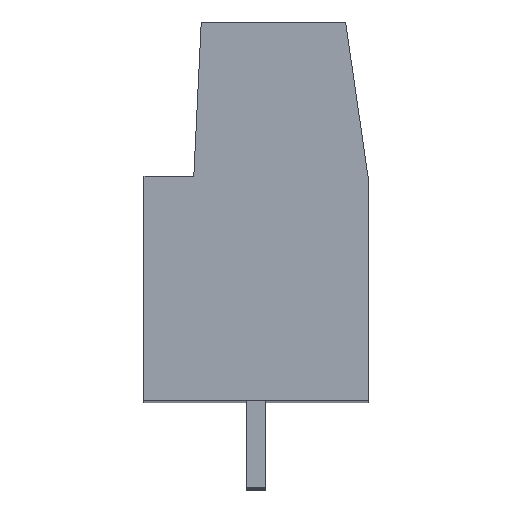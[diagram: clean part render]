
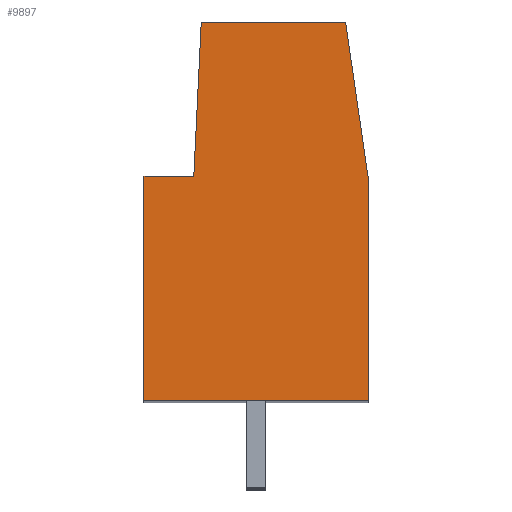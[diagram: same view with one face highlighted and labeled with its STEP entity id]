
A CAD part, top view. The second image highlights one B-rep face of the part: STEP entity #9897.
In plain terms, the highlighted planar face has unit normal (0, 0, 1).
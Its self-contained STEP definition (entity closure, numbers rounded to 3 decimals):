
#136 = VERTEX_POINT ( 'NONE', #6617 ) ;
#702 = EDGE_CURVE ( 'NONE', #1224, #136, #1880, .T. ) ;
#1013 = DIRECTION ( 'NONE',  ( 1., 0., 0. ) ) ;
#1039 = CARTESIAN_POINT ( 'NONE',  ( 4.666, 7.152, 0. ) ) ;
#1108 = CARTESIAN_POINT ( 'NONE',  ( 2.3, 15.2, 0. ) ) ;
#1224 = VERTEX_POINT ( 'NONE', #6204 ) ;
#1293 = VECTOR ( 'NONE', #6532, 1000. ) ;
#1406 = DIRECTION ( 'NONE',  ( -0.144, 0.99, 0. ) ) ;
#1576 = CARTESIAN_POINT ( 'NONE',  ( 9., 9., 0. ) ) ;
#1724 = LINE ( 'NONE', #10929, #6173 ) ;
#1880 = LINE ( 'NONE', #2808, #9258 ) ;
#1895 = CARTESIAN_POINT ( 'NONE',  ( 9., 7.152, 0. ) ) ;
#2134 = LINE ( 'NONE', #1108, #8690 ) ;
#2238 = CARTESIAN_POINT ( 'NONE',  ( 4.666, 15.2, 0. ) ) ;
#2808 = CARTESIAN_POINT ( 'NONE',  ( 4.666, 0., 0. ) ) ;
#2838 = DIRECTION ( 'NONE',  ( 0., 0., 1. ) ) ;
#3151 = DIRECTION ( 'NONE',  ( -1., 0., 0. ) ) ;
#3382 = CARTESIAN_POINT ( 'NONE',  ( 2.3, 15.2, 0. ) ) ;
#3633 = EDGE_LOOP ( 'NONE', ( #11373, #9066, #5272, #10287, #7490, #8060, #7701 ) ) ;
#3705 = EDGE_CURVE ( 'NONE', #136, #6908, #9833, .T. ) ;
#3792 = EDGE_CURVE ( 'NONE', #4297, #10916, #1724, .T. ) ;
#3837 = CARTESIAN_POINT ( 'NONE',  ( 0., 9., 0. ) ) ;
#4101 = VECTOR ( 'NONE', #3151, 1000. ) ;
#4297 = VERTEX_POINT ( 'NONE', #5100 ) ;
#4555 = VECTOR ( 'NONE', #1406, 1000. ) ;
#5100 = CARTESIAN_POINT ( 'NONE',  ( 0., 9., 0. ) ) ;
#5117 = VECTOR ( 'NONE', #9924, 1000. ) ;
#5272 = ORIENTED_EDGE ( 'NONE', *, *, #702, .T. ) ;
#5486 = FACE_OUTER_BOUND ( 'NONE', #3633, .T. ) ;
#6173 = VECTOR ( 'NONE', #7361, 1000. ) ;
#6204 = CARTESIAN_POINT ( 'NONE',  ( 0., 0., 0. ) ) ;
#6379 = CARTESIAN_POINT ( 'NONE',  ( 8.1, 15.2, 0. ) ) ;
#6384 = PLANE ( 'NONE',  #6670 ) ;
#6458 = LINE ( 'NONE', #2238, #4101 ) ;
#6525 = VERTEX_POINT ( 'NONE', #6379 ) ;
#6532 = DIRECTION ( 'NONE',  ( 0., 1., 0. ) ) ;
#6617 = CARTESIAN_POINT ( 'NONE',  ( 9., 0., 0. ) ) ;
#6670 = AXIS2_PLACEMENT_3D ( 'NONE', #1039, #2838, #9071 ) ;
#6908 = VERTEX_POINT ( 'NONE', #1576 ) ;
#6924 = VERTEX_POINT ( 'NONE', #3382 ) ;
#7361 = DIRECTION ( 'NONE',  ( 1., 0., 0. ) ) ;
#7490 = ORIENTED_EDGE ( 'NONE', *, *, #8650, .T. ) ;
#7649 = CARTESIAN_POINT ( 'NONE',  ( 9., 9., 0. ) ) ;
#7701 = ORIENTED_EDGE ( 'NONE', *, *, #10449, .T. ) ;
#8060 = ORIENTED_EDGE ( 'NONE', *, *, #9993, .T. ) ;
#8248 = DIRECTION ( 'NONE',  ( -0.048, -0.999, 0. ) ) ;
#8650 = EDGE_CURVE ( 'NONE', #6908, #6525, #9003, .T. ) ;
#8690 = VECTOR ( 'NONE', #8248, 1000. ) ;
#9003 = LINE ( 'NONE', #7649, #4555 ) ;
#9066 = ORIENTED_EDGE ( 'NONE', *, *, #10499, .F. ) ;
#9071 = DIRECTION ( 'NONE',  ( 1., 0., 0. ) ) ;
#9258 = VECTOR ( 'NONE', #1013, 1000. ) ;
#9833 = LINE ( 'NONE', #1895, #5117 ) ;
#9897 = ADVANCED_FACE ( 'NONE', ( #5486 ), #6384, .T. ) ;
#9901 = CARTESIAN_POINT ( 'NONE',  ( 2., 9., 0. ) ) ;
#9924 = DIRECTION ( 'NONE',  ( 0., 1., 0. ) ) ;
#9993 = EDGE_CURVE ( 'NONE', #6525, #6924, #6458, .T. ) ;
#10287 = ORIENTED_EDGE ( 'NONE', *, *, #3705, .T. ) ;
#10449 = EDGE_CURVE ( 'NONE', #6924, #10916, #2134, .T. ) ;
#10499 = EDGE_CURVE ( 'NONE', #1224, #4297, #10778, .T. ) ;
#10778 = LINE ( 'NONE', #3837, #1293 ) ;
#10916 = VERTEX_POINT ( 'NONE', #9901 ) ;
#10929 = CARTESIAN_POINT ( 'NONE',  ( 2., 9., 0. ) ) ;
#11373 = ORIENTED_EDGE ( 'NONE', *, *, #3792, .F. ) ;
